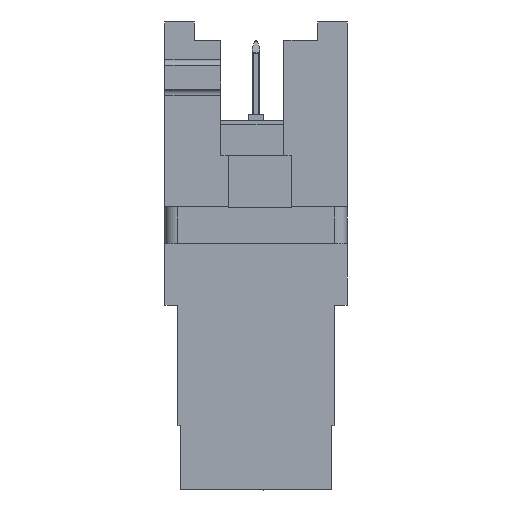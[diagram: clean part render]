
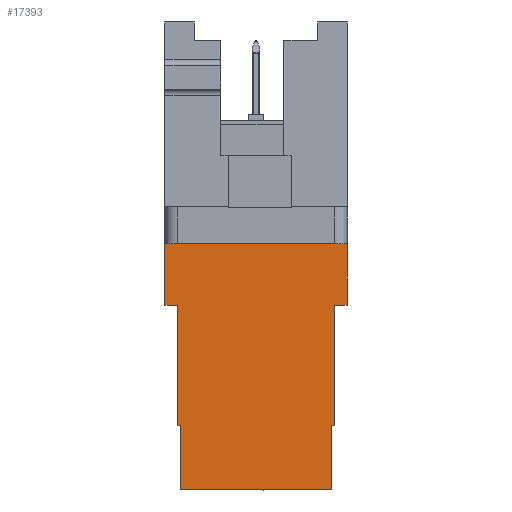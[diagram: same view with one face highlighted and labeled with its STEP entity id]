
A CAD part, left-side view. The second image highlights one B-rep face of the part: STEP entity #17393.
In plain terms, the highlighted planar face has unit normal (-1, 0, 0).
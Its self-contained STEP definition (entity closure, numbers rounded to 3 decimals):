
#17393=ADVANCED_FACE('',(#22636),#19629,.T.);
#19629=PLANE('',#75296);
#22636=FACE_OUTER_BOUND('',#25799,.T.);
#25799=EDGE_LOOP('',(#55320,#55321,#55322,#55323,#55324,#55325,#55326,#55327,
#55328,#55329,#55330,#55331));
#31719=LINE('',#108492,#38399);
#31723=LINE('',#108501,#38403);
#31726=LINE('',#108507,#38406);
#32292=LINE('',#110335,#38972);
#32431=LINE('',#110625,#39111);
#32459=LINE('',#110678,#39139);
#32461=LINE('',#110682,#39141);
#32462=LINE('',#110685,#39142);
#32463=LINE('',#110687,#39143);
#32464=LINE('',#110689,#39144);
#32465=LINE('',#110691,#39145);
#32466=LINE('',#110692,#39146);
#38399=VECTOR('',#87574,1.);
#38403=VECTOR('',#87580,1.);
#38406=VECTOR('',#87585,1.);
#38972=VECTOR('',#88721,1.);
#39111=VECTOR('',#88984,1.);
#39139=VECTOR('',#89034,1.);
#39141=VECTOR('',#89038,1.);
#39142=VECTOR('',#89039,1.);
#39143=VECTOR('',#89040,1.);
#39144=VECTOR('',#89041,1.);
#39145=VECTOR('',#89042,1.);
#39146=VECTOR('',#89043,1.);
#55320=ORIENTED_EDGE('',*,*,#70323,.T.);
#55321=ORIENTED_EDGE('',*,*,#70324,.T.);
#55322=ORIENTED_EDGE('',*,*,#70325,.T.);
#55323=ORIENTED_EDGE('',*,*,#70326,.T.);
#55324=ORIENTED_EDGE('',*,*,#70327,.F.);
#55325=ORIENTED_EDGE('',*,*,#70321,.T.);
#55326=ORIENTED_EDGE('',*,*,#69429,.T.);
#55327=ORIENTED_EDGE('',*,*,#69433,.T.);
#55328=ORIENTED_EDGE('',*,*,#69436,.T.);
#55329=ORIENTED_EDGE('',*,*,#70293,.T.);
#55330=ORIENTED_EDGE('',*,*,#70147,.T.);
#55331=ORIENTED_EDGE('',*,*,#70328,.T.);
#61264=VERTEX_POINT('',#108491);
#61265=VERTEX_POINT('',#108493);
#61268=VERTEX_POINT('',#108500);
#61269=VERTEX_POINT('',#108505);
#61743=VERTEX_POINT('',#110334);
#61744=VERTEX_POINT('',#110336);
#61847=VERTEX_POINT('',#110679);
#61848=VERTEX_POINT('',#110683);
#61849=VERTEX_POINT('',#110684);
#61850=VERTEX_POINT('',#110686);
#61851=VERTEX_POINT('',#110688);
#61852=VERTEX_POINT('',#110690);
#69429=EDGE_CURVE('',#61265,#61264,#31719,.T.);
#69433=EDGE_CURVE('',#61264,#61268,#31723,.T.);
#69436=EDGE_CURVE('',#61268,#61269,#31726,.T.);
#70147=EDGE_CURVE('',#61744,#61743,#32292,.T.);
#70293=EDGE_CURVE('',#61269,#61744,#32431,.T.);
#70321=EDGE_CURVE('',#61847,#61265,#32459,.T.);
#70323=EDGE_CURVE('',#61848,#61849,#32461,.T.);
#70324=EDGE_CURVE('',#61849,#61850,#32462,.T.);
#70325=EDGE_CURVE('',#61850,#61851,#32463,.T.);
#70326=EDGE_CURVE('',#61851,#61852,#32464,.T.);
#70327=EDGE_CURVE('',#61847,#61852,#32465,.T.);
#70328=EDGE_CURVE('',#61743,#61848,#32466,.T.);
#75296=AXIS2_PLACEMENT_3D('',#110693,#89044,#89045);
#87574=DIRECTION('',(0.,-1.,0.));
#87580=DIRECTION('',(0.,0.,1.));
#87585=DIRECTION('',(0.,-1.,0.));
#88721=DIRECTION('',(0.,1.,0.));
#88984=DIRECTION('',(0.,0.,1.));
#89034=DIRECTION('',(0.,0.,1.));
#89038=DIRECTION('',(0.,-1.,0.));
#89039=DIRECTION('',(0.,0.,-1.));
#89040=DIRECTION('',(0.,-1.,0.));
#89041=DIRECTION('',(0.,0.,-1.));
#89042=DIRECTION('',(0.,1.,0.));
#89043=DIRECTION('',(0.,0.,-1.));
#89044=DIRECTION('',(-1.,0.,0.));
#89045=DIRECTION('',(0.,0.,1.));
#108491=CARTESIAN_POINT('',(46.185,38.924,24.982));
#108492=CARTESIAN_POINT('',(46.185,39.124,24.982));
#108493=CARTESIAN_POINT('',(46.185,39.124,24.982));
#108500=CARTESIAN_POINT('',(46.185,38.924,34.782));
#108501=CARTESIAN_POINT('',(46.185,38.924,24.982));
#108505=CARTESIAN_POINT('',(46.185,37.874,34.782));
#108507=CARTESIAN_POINT('',(46.185,38.924,34.782));
#110334=CARTESIAN_POINT('',(46.185,52.674,39.782));
#110335=CARTESIAN_POINT('',(46.185,37.874,39.782));
#110336=CARTESIAN_POINT('',(46.185,37.874,39.782));
#110625=CARTESIAN_POINT('',(46.185,37.874,34.782));
#110678=CARTESIAN_POINT('',(46.185,39.124,19.782));
#110679=CARTESIAN_POINT('',(46.185,39.124,19.782));
#110682=CARTESIAN_POINT('',(46.185,52.674,34.782));
#110683=CARTESIAN_POINT('',(46.185,52.674,34.782));
#110684=CARTESIAN_POINT('',(46.185,51.624,34.782));
#110685=CARTESIAN_POINT('',(46.185,51.624,34.782));
#110686=CARTESIAN_POINT('',(46.185,51.624,24.982));
#110687=CARTESIAN_POINT('',(46.185,51.624,24.982));
#110688=CARTESIAN_POINT('',(46.185,51.424,24.982));
#110689=CARTESIAN_POINT('',(46.185,51.424,24.982));
#110690=CARTESIAN_POINT('',(46.185,51.424,19.782));
#110691=CARTESIAN_POINT('',(46.185,39.124,19.782));
#110692=CARTESIAN_POINT('',(46.185,52.674,39.782));
#110693=CARTESIAN_POINT('',(46.185,37.874,19.782));
